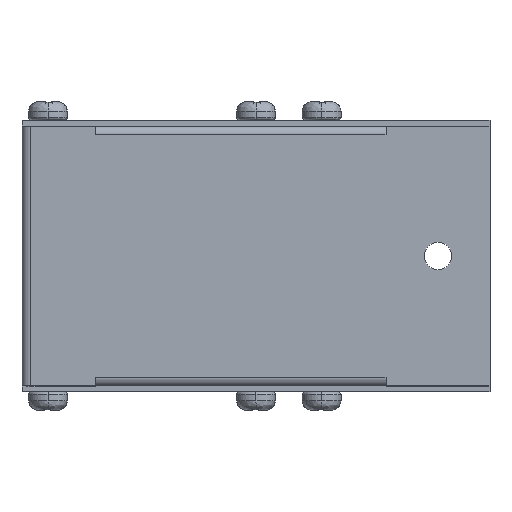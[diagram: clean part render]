
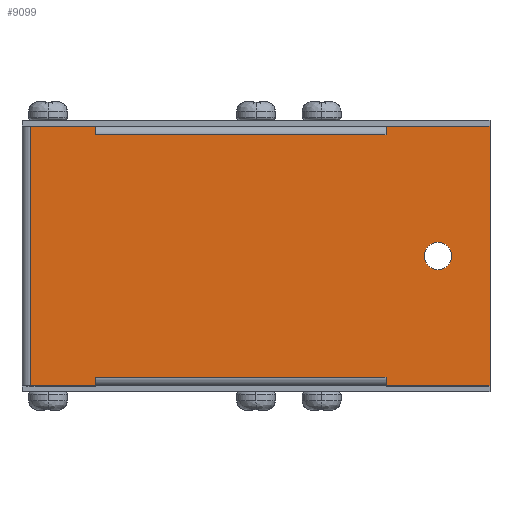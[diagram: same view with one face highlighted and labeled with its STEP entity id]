
A CAD part, left-side view. The second image highlights one B-rep face of the part: STEP entity #9099.
In plain terms, the highlighted planar face has unit normal (-1, 0, 0).
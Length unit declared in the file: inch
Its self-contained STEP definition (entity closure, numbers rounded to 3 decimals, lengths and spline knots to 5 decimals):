
#12 = ORIENTED_EDGE ( 'NONE', *, *, #8471, .T. ) ;
#33 = EDGE_CURVE ( 'NONE', #37, #1631, #2219, .T. ) ;
#37 = VERTEX_POINT ( 'NONE', #7297 ) ;
#44 = PLANE ( 'NONE',  #10338 ) ;
#217 = VERTEX_POINT ( 'NONE', #7456 ) ;
#407 = LINE ( 'NONE', #3741, #7366 ) ;
#443 = VERTEX_POINT ( 'NONE', #5686 ) ;
#476 = ORIENTED_EDGE ( 'NONE', *, *, #7484, .T. ) ;
#518 = DIRECTION ( 'NONE',  ( 0., 0., 1. ) ) ;
#590 = AXIS2_PLACEMENT_3D ( 'NONE', #2067, #9591, #4529 ) ;
#599 = LINE ( 'NONE', #5666, #783 ) ;
#648 = CARTESIAN_POINT ( 'NONE',  ( -2.25, 1.53908, -2.5 ) ) ;
#783 = VECTOR ( 'NONE', #3106, 39.37008 ) ;
#849 = CARTESIAN_POINT ( 'NONE',  ( -2.25, 2.164, 0. ) ) ;
#863 = CARTESIAN_POINT ( 'NONE',  ( -2.25, -2.25, -2.5 ) ) ;
#881 = DIRECTION ( 'NONE',  ( 0., -1., 0. ) ) ;
#1000 = CARTESIAN_POINT ( 'NONE',  ( -2.25, -1.25008, -0.086 ) ) ;
#1060 = ORIENTED_EDGE ( 'NONE', *, *, #2056, .T. ) ;
#1088 = EDGE_CURVE ( 'NONE', #3860, #10249, #10510, .T. ) ;
#1112 = ORIENTED_EDGE ( 'NONE', *, *, #8297, .T. ) ;
#1118 = DIRECTION ( 'NONE',  ( 0., 0., 1. ) ) ;
#1128 = CARTESIAN_POINT ( 'NONE',  ( -2.25, 1.53908, 0. ) ) ;
#1188 = EDGE_CURVE ( 'NONE', #10249, #7206, #4028, .T. ) ;
#1227 = EDGE_CURVE ( 'NONE', #217, #8882, #5118, .T. ) ;
#1386 = CARTESIAN_POINT ( 'NONE',  ( -2.25, -1.75, -1.25 ) ) ;
#1393 = ORIENTED_EDGE ( 'NONE', *, *, #6383, .T. ) ;
#1488 = VERTEX_POINT ( 'NONE', #3858 ) ;
#1624 = FACE_BOUND ( 'NONE', #8986, .T. ) ;
#1631 = VERTEX_POINT ( 'NONE', #2642 ) ;
#1784 = VERTEX_POINT ( 'NONE', #8742 ) ;
#1871 = DIRECTION ( 'NONE',  ( 0., 1., 0. ) ) ;
#2013 = CARTESIAN_POINT ( 'NONE',  ( -2.25, -1.75, -1.117 ) ) ;
#2029 = ORIENTED_EDGE ( 'NONE', *, *, #1088, .T. ) ;
#2056 = EDGE_CURVE ( 'NONE', #2356, #1488, #7303, .T. ) ;
#2067 = CARTESIAN_POINT ( 'NONE',  ( -2.25, -1.75, -1.25 ) ) ;
#2119 = LINE ( 'NONE', #7310, #5936 ) ;
#2208 = VECTOR ( 'NONE', #10621, 39.37008 ) ;
#2219 = LINE ( 'NONE', #7080, #7102 ) ;
#2315 = CIRCLE ( 'NONE', #3709, 0.133 ) ;
#2356 = VERTEX_POINT ( 'NONE', #5278 ) ;
#2451 = ORIENTED_EDGE ( 'NONE', *, *, #9312, .T. ) ;
#2491 = VECTOR ( 'NONE', #881, 39.37008 ) ;
#2642 = CARTESIAN_POINT ( 'NONE',  ( -2.25, -1.25008, -2.5 ) ) ;
#2686 = LINE ( 'NONE', #8476, #8572 ) ;
#2744 = CARTESIAN_POINT ( 'NONE',  ( -2.25, 1.539, -0.086 ) ) ;
#2961 = VERTEX_POINT ( 'NONE', #1000 ) ;
#3096 = ORIENTED_EDGE ( 'NONE', *, *, #1188, .T. ) ;
#3106 = DIRECTION ( 'NONE',  ( 0., 0., 1. ) ) ;
#3376 = CARTESIAN_POINT ( 'NONE',  ( -2.25, 2.25, -2.5 ) ) ;
#3432 = CARTESIAN_POINT ( 'NONE',  ( -2.25, 2.164, 0. ) ) ;
#3507 = EDGE_CURVE ( 'NONE', #1488, #37, #6249, .T. ) ;
#3545 = VECTOR ( 'NONE', #5961, 39.37008 ) ;
#3681 = FACE_OUTER_BOUND ( 'NONE', #7428, .T. ) ;
#3700 = VECTOR ( 'NONE', #8028, 39.37008 ) ;
#3709 = AXIS2_PLACEMENT_3D ( 'NONE', #1386, #6296, #518 ) ;
#3741 = CARTESIAN_POINT ( 'NONE',  ( -2.25, -1.25008, -2.5 ) ) ;
#3858 = CARTESIAN_POINT ( 'NONE',  ( -2.25, -1.25, -2.414 ) ) ;
#3860 = VERTEX_POINT ( 'NONE', #7706 ) ;
#3927 = LINE ( 'NONE', #648, #9666 ) ;
#3981 = DIRECTION ( 'NONE',  ( 0., 0., 1. ) ) ;
#4028 = LINE ( 'NONE', #9142, #5177 ) ;
#4032 = CARTESIAN_POINT ( 'NONE',  ( -2.25, -1.75, -1.383 ) ) ;
#4198 = DIRECTION ( 'NONE',  ( 0., 0., 1. ) ) ;
#4314 = ORIENTED_EDGE ( 'NONE', *, *, #33, .T. ) ;
#4529 = DIRECTION ( 'NONE',  ( 0., 0., 1. ) ) ;
#4602 = VECTOR ( 'NONE', #1118, 39.37008 ) ;
#4743 = DIRECTION ( 'NONE',  ( 0., 0., 1. ) ) ;
#4771 = VECTOR ( 'NONE', #6401, 39.37008 ) ;
#4797 = CARTESIAN_POINT ( 'NONE',  ( -2.25, -2.25, -2.414 ) ) ;
#4957 = DIRECTION ( 'NONE',  ( 0., 1., 0. ) ) ;
#5032 = LINE ( 'NONE', #8356, #2491 ) ;
#5118 = LINE ( 'NONE', #3376, #5346 ) ;
#5177 = VECTOR ( 'NONE', #4957, 39.37008 ) ;
#5278 = CARTESIAN_POINT ( 'NONE',  ( -2.25, 1.539, -2.414 ) ) ;
#5294 = VERTEX_POINT ( 'NONE', #2013 ) ;
#5346 = VECTOR ( 'NONE', #7460, 39.37008 ) ;
#5370 = DIRECTION ( 'NONE',  ( 0., -1., 0. ) ) ;
#5376 = EDGE_CURVE ( 'NONE', #8882, #8820, #2119, .T. ) ;
#5501 = DIRECTION ( 'NONE',  ( 0., -1., 0. ) ) ;
#5548 = VERTEX_POINT ( 'NONE', #4032 ) ;
#5551 = CARTESIAN_POINT ( 'NONE',  ( -2.25, -2.25, -0.086 ) ) ;
#5636 = CARTESIAN_POINT ( 'NONE',  ( -2.25, 1.53908, -0.086 ) ) ;
#5666 = CARTESIAN_POINT ( 'NONE',  ( -2.25, -2.25, -2.5 ) ) ;
#5686 = CARTESIAN_POINT ( 'NONE',  ( -2.25, -2.25, -2.5 ) ) ;
#5706 = VECTOR ( 'NONE', #5501, 39.37008 ) ;
#5936 = VECTOR ( 'NONE', #4743, 39.37008 ) ;
#5961 = DIRECTION ( 'NONE',  ( 0., 1., 0. ) ) ;
#6041 = EDGE_CURVE ( 'NONE', #10063, #1784, #2686, .T. ) ;
#6080 = LINE ( 'NONE', #3432, #4602 ) ;
#6222 = ORIENTED_EDGE ( 'NONE', *, *, #5376, .T. ) ;
#6246 = CARTESIAN_POINT ( 'NONE',  ( -2.25, -2.25, -2.414 ) ) ;
#6249 = LINE ( 'NONE', #10171, #9909 ) ;
#6296 = DIRECTION ( 'NONE',  ( 1., 0., 0. ) ) ;
#6383 = EDGE_CURVE ( 'NONE', #1631, #443, #5032, .T. ) ;
#6401 = DIRECTION ( 'NONE',  ( 0., -1., 0. ) ) ;
#6545 = CARTESIAN_POINT ( 'NONE',  ( -2.25, -2.25, 0. ) ) ;
#6659 = VERTEX_POINT ( 'NONE', #1128 ) ;
#6758 = DIRECTION ( 'NONE',  ( -1., 0., 0. ) ) ;
#6870 = CARTESIAN_POINT ( 'NONE',  ( -2.25, 1.53908, -2.414 ) ) ;
#6898 = VERTEX_POINT ( 'NONE', #849 ) ;
#7060 = DIRECTION ( 'NONE',  ( 0., 0., -1. ) ) ;
#7080 = CARTESIAN_POINT ( 'NONE',  ( -2.25, -1.25008, -2.5 ) ) ;
#7102 = VECTOR ( 'NONE', #10405, 39.37008 ) ;
#7206 = VERTEX_POINT ( 'NONE', #5636 ) ;
#7297 = CARTESIAN_POINT ( 'NONE',  ( -2.25, -1.25008, -2.414 ) ) ;
#7303 = LINE ( 'NONE', #4797, #5706 ) ;
#7310 = CARTESIAN_POINT ( 'NONE',  ( -2.25, 1.53908, -2.5 ) ) ;
#7366 = VECTOR ( 'NONE', #7060, 39.37008 ) ;
#7415 = ORIENTED_EDGE ( 'NONE', *, *, #9152, .F. ) ;
#7428 = EDGE_LOOP ( 'NONE', ( #2451, #1060, #10144, #4314, #1393, #8554, #10443, #1112, #12, #2029, #3096, #10306, #476, #7415, #8439, #6222 ) ) ;
#7456 = CARTESIAN_POINT ( 'NONE',  ( -2.25, 2.164, -2.5 ) ) ;
#7460 = DIRECTION ( 'NONE',  ( 0., -1., 0. ) ) ;
#7484 = EDGE_CURVE ( 'NONE', #6659, #6898, #10310, .T. ) ;
#7706 = CARTESIAN_POINT ( 'NONE',  ( -2.25, -1.25, -0.086 ) ) ;
#8028 = DIRECTION ( 'NONE',  ( 0., 1., 0. ) ) ;
#8235 = EDGE_CURVE ( 'NONE', #5548, #5294, #2315, .T. ) ;
#8297 = EDGE_CURVE ( 'NONE', #1784, #2961, #407, .T. ) ;
#8356 = CARTESIAN_POINT ( 'NONE',  ( -2.25, -2.25, -2.5 ) ) ;
#8390 = ORIENTED_EDGE ( 'NONE', *, *, #9025, .T. ) ;
#8439 = ORIENTED_EDGE ( 'NONE', *, *, #1227, .T. ) ;
#8471 = EDGE_CURVE ( 'NONE', #2961, #3860, #9387, .T. ) ;
#8476 = CARTESIAN_POINT ( 'NONE',  ( -2.25, -2.25, 0. ) ) ;
#8554 = ORIENTED_EDGE ( 'NONE', *, *, #10055, .T. ) ;
#8572 = VECTOR ( 'NONE', #1871, 39.37008 ) ;
#8742 = CARTESIAN_POINT ( 'NONE',  ( -2.25, -1.25008, 0. ) ) ;
#8774 = CIRCLE ( 'NONE', #590, 0.133 ) ;
#8820 = VERTEX_POINT ( 'NONE', #6870 ) ;
#8882 = VERTEX_POINT ( 'NONE', #9319 ) ;
#8986 = EDGE_LOOP ( 'NONE', ( #8390, #9042 ) ) ;
#9025 = EDGE_CURVE ( 'NONE', #5294, #5548, #8774, .T. ) ;
#9042 = ORIENTED_EDGE ( 'NONE', *, *, #8235, .T. ) ;
#9099 = ADVANCED_FACE ( 'NONE', ( #3681, #1624 ), #44, .T. ) ;
#9142 = CARTESIAN_POINT ( 'NONE',  ( -2.25, -2.25, -0.086 ) ) ;
#9152 = EDGE_CURVE ( 'NONE', #217, #6898, #6080, .T. ) ;
#9312 = EDGE_CURVE ( 'NONE', #8820, #2356, #10382, .T. ) ;
#9319 = CARTESIAN_POINT ( 'NONE',  ( -2.25, 1.53908, -2.5 ) ) ;
#9387 = LINE ( 'NONE', #10106, #3545 ) ;
#9496 = CARTESIAN_POINT ( 'NONE',  ( -2.25, 2.25, 0. ) ) ;
#9591 = DIRECTION ( 'NONE',  ( 1., 0., 0. ) ) ;
#9666 = VECTOR ( 'NONE', #3981, 39.37008 ) ;
#9909 = VECTOR ( 'NONE', #5370, 39.37008 ) ;
#9993 = EDGE_CURVE ( 'NONE', #7206, #6659, #3927, .T. ) ;
#10055 = EDGE_CURVE ( 'NONE', #443, #10063, #599, .T. ) ;
#10063 = VERTEX_POINT ( 'NONE', #6545 ) ;
#10106 = CARTESIAN_POINT ( 'NONE',  ( -2.25, -1.25, -0.086 ) ) ;
#10144 = ORIENTED_EDGE ( 'NONE', *, *, #3507, .T. ) ;
#10171 = CARTESIAN_POINT ( 'NONE',  ( -2.25, 1.539, -2.414 ) ) ;
#10249 = VERTEX_POINT ( 'NONE', #2744 ) ;
#10306 = ORIENTED_EDGE ( 'NONE', *, *, #9993, .T. ) ;
#10310 = LINE ( 'NONE', #9496, #3700 ) ;
#10338 = AXIS2_PLACEMENT_3D ( 'NONE', #863, #6758, #4198 ) ;
#10382 = LINE ( 'NONE', #6246, #4771 ) ;
#10405 = DIRECTION ( 'NONE',  ( 0., 0., -1. ) ) ;
#10443 = ORIENTED_EDGE ( 'NONE', *, *, #6041, .T. ) ;
#10510 = LINE ( 'NONE', #5551, #2208 ) ;
#10621 = DIRECTION ( 'NONE',  ( 0., 1., 0. ) ) ;
